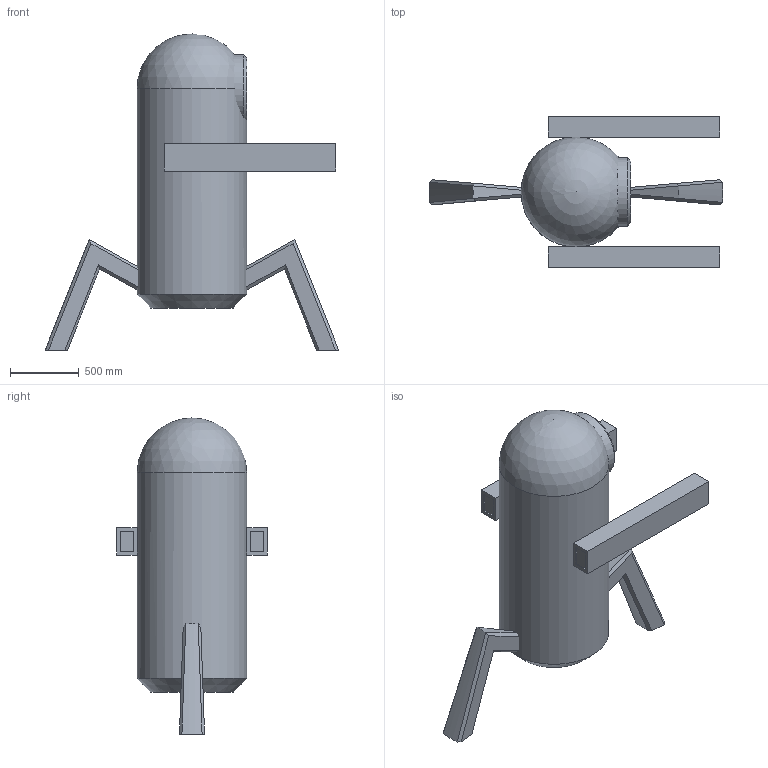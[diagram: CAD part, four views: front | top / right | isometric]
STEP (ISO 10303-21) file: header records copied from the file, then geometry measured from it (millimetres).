
FILE_DESCRIPTION(/* description */ (''),/* implementation_level */ '2;1');
FILE_NAME(/* name */ 'Crewmate #7.step',/* time_stamp */ '2022-09-28T20:53:27-05:00',/* author */ (''),/* organization */ (''),/* preprocessor_version */ 'ST-DEVELOPER v19',/* originating_system */ 'Autodesk Translation Framework v11.7.0.108',/* authorisation */ '');
FILE_SCHEMA (('AUTOMOTIVE_DESIGN { 1 0 10303 214 3 1 1 }'));
Length unit declared in the file: millimetre
Products named in the file (1): #3364
Bounding box: 2144.01 x 1100 x 2305.71 mm (x, y, z)
Volume: 1063602866.8 mm3; surface area: 9145427.6 mm2
Topology: 10 solids, 10 shells, 102 faces, 209 edges, 141 vertices
Faces by surface type: plane 53, cylinder 20, bspline 16, cone 12, sphere 1
Full cylindrical faces by diameter (mm): 75 x13, 500 x1, 800 x1
Entity records: 3389 total; most frequent: CARTESIAN_POINT 1286, ORIENTED_EDGE 416, DIRECTION 359, EDGE_CURVE 208, AXIS2_PLACEMENT_3D 142, VERTEX_POINT 141, EDGE_LOOP 117, FACE_OUTER_BOUND 102
